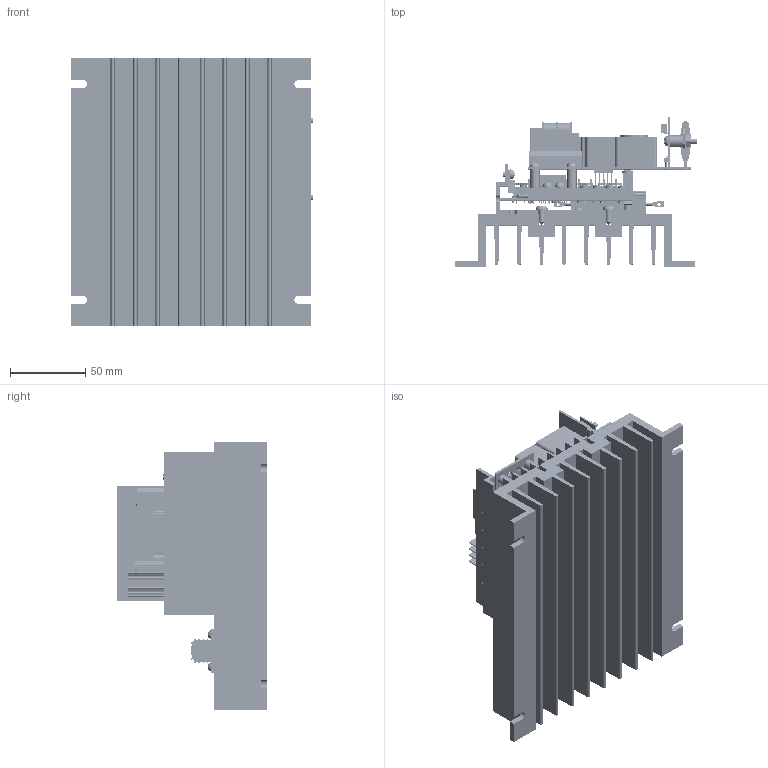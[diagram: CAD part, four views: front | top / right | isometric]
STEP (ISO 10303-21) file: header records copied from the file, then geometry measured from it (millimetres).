
FILE_DESCRIPTION (( 'STEP AP214' ), '1' );
FILE_NAME ('GSD7-120-10CR30.STEP', '2015-05-04T20:17:22', ( '' ), ( '' ), 'SwSTEP 2.0', 'SolidWorks 2014', '' );
FILE_SCHEMA (( 'AUTOMOTIVE_DESIGN' ));
Length unit declared in the file: inch
Products named in the file (50): Q58; HDS6P3_16Z; DIOA500-120x240-40-RND; 125_Metal; U5; 2033F_125; DIP8; TO-220AB-TYPE52; 130 HC Assembly; R24; Free-Models; 130 SERIES GREASE; RES_AXIAL_25.4S-22.4L-9.7W-.600H; TO-92-2.54S; HDS12 4_.25_PAN HEAD; Q6; cn5sofp; HDS8R1_8_.375_PAN HEAD PHL; VARR500-890X440; DO-35; RS50W5; C9; DIP6_WHITE; 130 Base Model Assembly; C6; CAP_AXIAL_16.51S-4D-4.1H; HDN632H_6-32 Hex nut; C3; RESA_675_130; 30W BR; CAPR635-500X300; TH_CAP_AXIAL_19.050S-12L-5.25D-5.35H; HDS6TB.4375Z; Board; TH_CAP_AXIAL_15.24S-2.54D-2.55H; HDS6P.75Z; EX10; TH_CAP_AXIAL_20S-16L-8D-8.2H; Standoff; POT_14MMSQ_TW ...
Assembly tree (103 placements, depth 7):
  GSD7-120-10CR30
    130 HC Assembly
      EX10
      130 Base Model Assembly
        125-Assembly
          2033F_125
            Board
            C3
              CAPR635-500X300
            C6
              CAPR635-500X300
            C9
              CAPR635-500X300
            Q6
              VARR500-890X440
            R24
              RES_AXIAL_25.4S-22.4L-9.7W-.600H
            U5
              DIP8
            Q58
              DIOA500-120x240-40-RND
            Q59
              DIOA500-120x240-40-RND
            Q61
              DIOA500-120x240-40-RND
            Q62
              BTERM200-250X32-58RND
            Free-Models
              POT_14MMSQ_TW  x4
              TH_CAP_AXIAL_20S-16L-8D-8.2H
              TH_CAP_AXIAL_15.24S-2.54D-2.55H  x2
              TH_CAP_AXIAL_19.050S-12L-5.25D-5.35H  x2
              RESA_675_130  x22
              CAP_AXIAL_16.51S-4D-4.1H  x2
              DIP6_WHITE
              DO-35  x4
              cn5sofp
              TO-92-2.54S
            TO-220AB-TYPE52  x5
          125_Metal
          HDS6P3_16Z  x5
          LB125ACE_LB125B  x2
        TB
        Adder board 1
        Adder board 2
        Standoff
        HDS6P.75Z  x4
        HDS6TB.4375Z  x2
        30W BR
        HDN632H_6-32 Hex nut  x2
        HDS6P3_16Z  x2
      RS50W5
      HDS8R1_8_.375_PAN HEAD PHL  x4
      HDS12 4_.25_PAN HEAD  x2
      130 SERIES GREASE
Bounding box: 159.95 x 99.12 x 177.8 mm (x, y, z)
Volume: 565363.1 mm3; surface area: 301078.7 mm2
Topology: 106 solids, 106 shells, 5609 faces, 13807 edges, 8874 vertices
Faces by surface type: plane 3006, cylinder 1961, torus 524, cone 96, bspline 14, sphere 8
Entity records: 122934 total; most frequent: CARTESIAN_POINT 16888, DIRECTION 16040, ORIENTED_EDGE 15434, EDGE_CURVE 7717, AXIS2_PLACEMENT_3D 5437, VECTOR 5166, LINE 5166, VERTEX_POINT 5062
